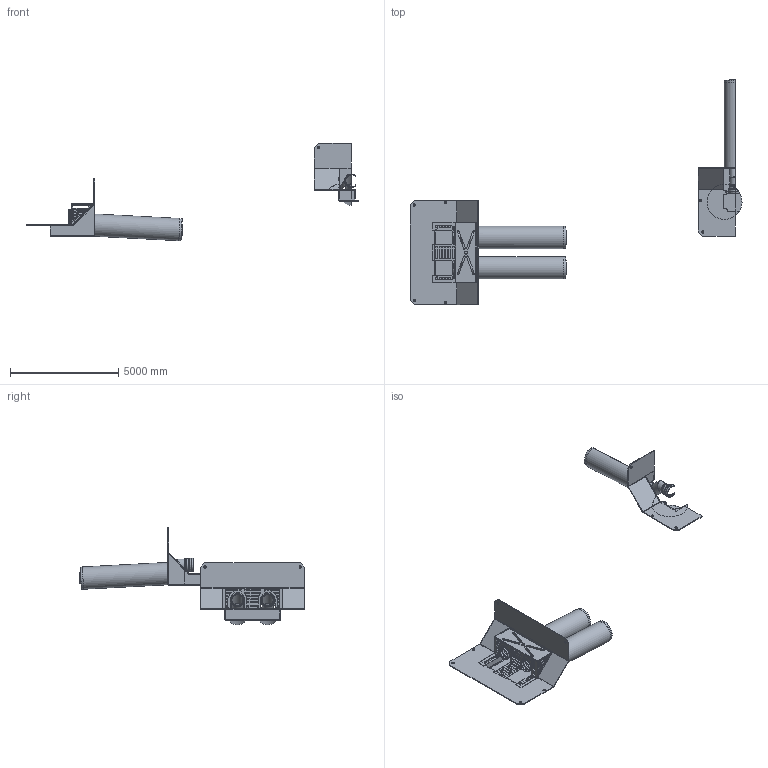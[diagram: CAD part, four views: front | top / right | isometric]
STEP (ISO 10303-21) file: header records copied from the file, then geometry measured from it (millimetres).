
FILE_DESCRIPTION(/* description */ (''),/* implementation_level */ '2;1');
FILE_NAME(/* name */ '13544.100X_3D.stp',/* time_stamp */ '2024-12-11T14:48:44+01:00',/* author */ ('CAD'),/* organization */ (''),/* preprocessor_version */ 'ST-DEVELOPER v20',/* originating_system */ 'AutoCAD Mechanical',/* authorisation */ '');
FILE_SCHEMA (('AUTOMOTIVE_DESIGN { 1 0 10303 214 3 1 1 }'));
Length unit declared in the file: centimetre
Products named in the file (2): Product; *S0
Assembly tree (1 placements, depth 2):
  Product
    *S0
Bounding box: 15323.26 x 10390.94 x 4497.21 mm (x, y, z)
Volume: 2261454249.1 mm3; surface area: 207374346.3 mm2
Topology: 23 solids, 23 shells, 713 faces, 1879 edges, 1206 vertices
Faces by surface type: plane 466, cylinder 167, cone 33, torus 26, bspline 19, sphere 2
Full cylindrical faces by diameter (mm): 48 x4, 55 x2, 64 x2, 70 x9, 90 x2, 120 x2, 140 x1, 510 x6, 530 x6, 560 x2, 580 x2, 1000 x2, 1030 x2
Entity records: 23158 total; most frequent: CARTESIAN_POINT 4989, ORIENTED_EDGE 3742, DIRECTION 3695, EDGE_CURVE 1871, LINE 1339, VECTOR 1339, VERTEX_POINT 1194, AXIS2_PLACEMENT_3D 1178
